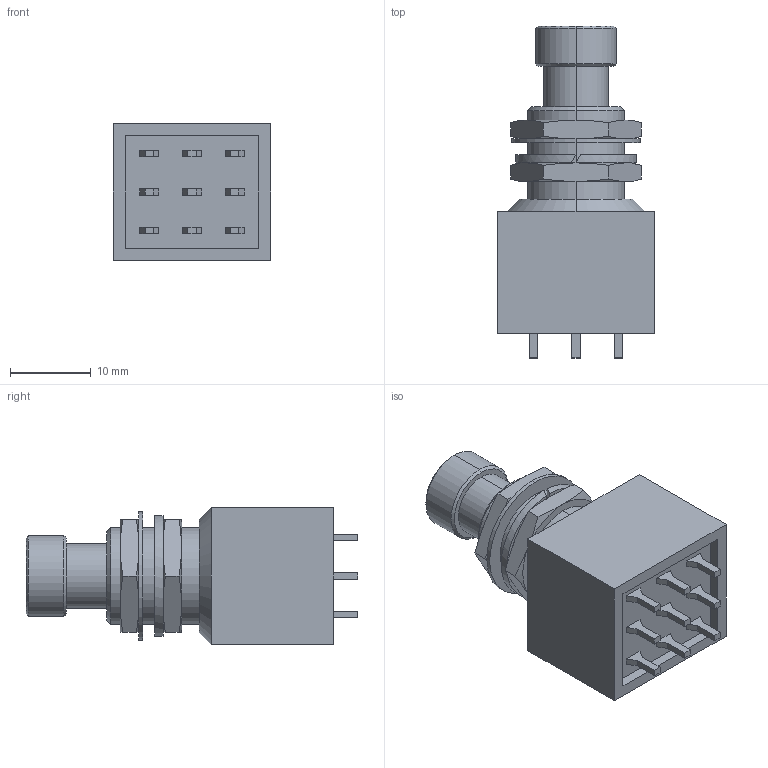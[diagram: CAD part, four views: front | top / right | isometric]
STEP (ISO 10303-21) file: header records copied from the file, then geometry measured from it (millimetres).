
FILE_DESCRIPTION (( 'STEP AP203' ), '1' );
FILE_NAME ('C50928D6-BDF2-4363-8E4C-BAAECDCF2011.STEP', '2024-10-02T17:22:03', ( '' ), ( '' ), 'SwSTEP 2.0', 'SolidWorks 2022', '' );
FILE_SCHEMA (( 'CONFIG_CONTROL_DESIGN' ));
Length unit declared in the file: millimetre
Products named in the file (1): C50928D6-BDF2-4363-8E4C-BAAECDCF2011
Bounding box: 19.6 x 41.2 x 17 mm (x, y, z)
Volume: 7392.5 mm3; surface area: 4046.8 mm2
Topology: 15 solids, 15 shells, 161 faces, 350 edges, 222 vertices
Faces by surface type: plane 111, cone 32, cylinder 18
Entity records: 4447 total; most frequent: CARTESIAN_POINT 906, ORIENTED_EDGE 700, DIRECTION 692, EDGE_CURVE 350, AXIS2_PLACEMENT_3D 232, LINE 228, VECTOR 228, VERTEX_POINT 222
